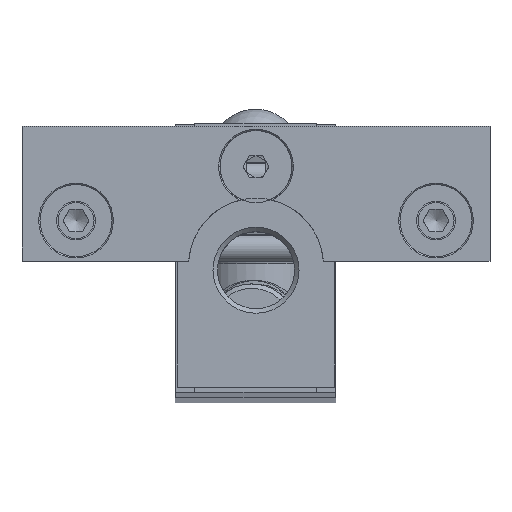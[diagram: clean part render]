
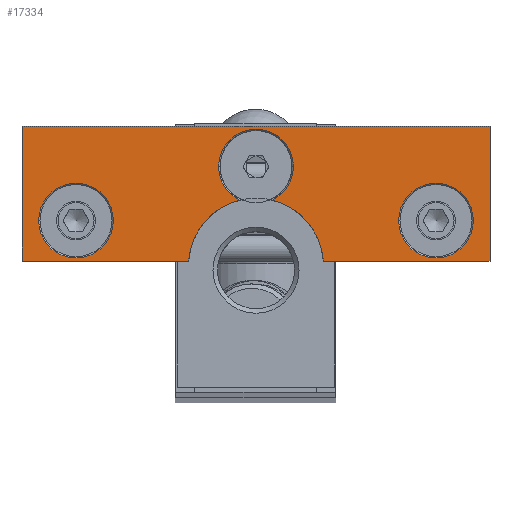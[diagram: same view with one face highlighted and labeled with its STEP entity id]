
A CAD part, top view. The second image highlights one B-rep face of the part: STEP entity #17334.
In plain terms, the highlighted planar face has unit normal (0, 0, 1).
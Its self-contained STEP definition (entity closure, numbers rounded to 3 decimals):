
#511=FACE_BOUND('',#4232,.T.);
#512=FACE_BOUND('',#4233,.T.);
#839=PLANE('',#19044);
#1341=LINE('',#29565,#2106);
#1342=LINE('',#29567,#2107);
#1343=LINE('',#29569,#2108);
#1344=LINE('',#29571,#2109);
#1345=LINE('',#29572,#2110);
#2106=VECTOR('',#22854,10.);
#2107=VECTOR('',#22855,10.);
#2108=VECTOR('',#22856,10.);
#2109=VECTOR('',#22857,10.);
#2110=VECTOR('',#22858,10.);
#3306=FACE_OUTER_BOUND('',#4231,.T.);
#4231=EDGE_LOOP('',(#12928,#12929,#12930,#12931,#12932,#12933,#12934,#12935));
#4232=EDGE_LOOP('',(#12936));
#4233=EDGE_LOOP('',(#12937));
#5594=CIRCLE('',#19011,7.5);
#5596=CIRCLE('',#19013,7.5);
#5610=CIRCLE('',#19043,4.15);
#5611=CIRCLE('',#19045,4.15);
#5612=CIRCLE('',#19046,4.15);
#7264=VERTEX_POINT('',#29430);
#7265=VERTEX_POINT('',#29435);
#7268=VERTEX_POINT('',#29441);
#7269=VERTEX_POINT('',#29443);
#7305=VERTEX_POINT('',#29559);
#7306=VERTEX_POINT('',#29564);
#7307=VERTEX_POINT('',#29566);
#7308=VERTEX_POINT('',#29568);
#7309=VERTEX_POINT('',#29570);
#7310=VERTEX_POINT('',#29573);
#9413=EDGE_CURVE('',#7265,#7264,#5594,.T.);
#9417=EDGE_CURVE('',#7269,#7268,#5596,.T.);
#9464=EDGE_CURVE('',#7305,#7305,#5610,.T.);
#9466=EDGE_CURVE('',#7269,#7264,#5611,.T.);
#9467=EDGE_CURVE('',#7268,#7306,#1341,.T.);
#9468=EDGE_CURVE('',#7306,#7307,#1342,.T.);
#9469=EDGE_CURVE('',#7307,#7308,#1343,.T.);
#9470=EDGE_CURVE('',#7308,#7309,#1344,.T.);
#9471=EDGE_CURVE('',#7309,#7265,#1345,.T.);
#9472=EDGE_CURVE('',#7310,#7310,#5612,.T.);
#12928=ORIENTED_EDGE('',*,*,#9466,.F.);
#12929=ORIENTED_EDGE('',*,*,#9417,.T.);
#12930=ORIENTED_EDGE('',*,*,#9467,.T.);
#12931=ORIENTED_EDGE('',*,*,#9468,.T.);
#12932=ORIENTED_EDGE('',*,*,#9469,.T.);
#12933=ORIENTED_EDGE('',*,*,#9470,.T.);
#12934=ORIENTED_EDGE('',*,*,#9471,.T.);
#12935=ORIENTED_EDGE('',*,*,#9413,.T.);
#12936=ORIENTED_EDGE('',*,*,#9472,.F.);
#12937=ORIENTED_EDGE('',*,*,#9464,.F.);
#17334=ADVANCED_FACE('',(#3306,#511,#512),#839,.T.);
#19011=AXIS2_PLACEMENT_3D('',#29436,#22756,#22757);
#19013=AXIS2_PLACEMENT_3D('',#29444,#22762,#22763);
#19043=AXIS2_PLACEMENT_3D('',#29560,#22847,#22848);
#19044=AXIS2_PLACEMENT_3D('',#29562,#22850,#22851);
#19045=AXIS2_PLACEMENT_3D('',#29563,#22852,#22853);
#19046=AXIS2_PLACEMENT_3D('',#29574,#22859,#22860);
#22756=DIRECTION('center_axis',(0.,0.,
-1.));
#22757=DIRECTION('ref_axis',(0.998,0.067,0.));
#22762=DIRECTION('center_axis',(0.,0.,
-1.));
#22763=DIRECTION('ref_axis',(0.998,0.067,0.));
#22847=DIRECTION('center_axis',(0.,0.,
1.));
#22848=DIRECTION('ref_axis',(-1.,0.,0.));
#22850=DIRECTION('center_axis',(0.,0.,
1.));
#22851=DIRECTION('ref_axis',(1.,0.,0.));
#22852=DIRECTION('center_axis',(0.,0.,
1.));
#22853=DIRECTION('ref_axis',(-1.,0.,0.));
#22854=DIRECTION('',(1.,0.,0.));
#22855=DIRECTION('',(0.,1.,0.));
#22856=DIRECTION('',(-1.,0.,0.));
#22857=DIRECTION('',(0.,-1.,0.));
#22858=DIRECTION('',(1.,0.,0.));
#22859=DIRECTION('center_axis',(0.,0.,
1.));
#22860=DIRECTION('ref_axis',(-1.,0.,0.));
#29430=CARTESIAN_POINT('',(-1.777,6.374,200.));
#29435=CARTESIAN_POINT('',(-7.433,-0.4,200.));
#29436=CARTESIAN_POINT('Origin',(0.05,-0.9,
200.));
#29441=CARTESIAN_POINT('',(7.533,-0.4,200.));
#29443=CARTESIAN_POINT('',(1.877,6.374,200.));
#29444=CARTESIAN_POINT('Origin',(0.05,-0.9,
200.));
#29559=CARTESIAN_POINT('',(24.2,4.1,200.));
#29560=CARTESIAN_POINT('Origin',(20.05,4.1,200.));
#29562=CARTESIAN_POINT('Origin',(0.05,7.549,200.));
#29563=CARTESIAN_POINT('Origin',(0.05,10.1,200.));
#29564=CARTESIAN_POINT('',(26.05,-0.4,200.));
#29565=CARTESIAN_POINT('',(26.05,-0.4,200.));
#29566=CARTESIAN_POINT('',(26.05,14.6,200.));
#29567=CARTESIAN_POINT('',(26.05,14.6,200.));
#29568=CARTESIAN_POINT('',(-25.95,14.6,200.));
#29569=CARTESIAN_POINT('',(-25.95,14.6,200.));
#29570=CARTESIAN_POINT('',(-25.95,-0.4,200.));
#29571=CARTESIAN_POINT('',(-25.95,-0.4,200.));
#29572=CARTESIAN_POINT('',(-7.433,-0.4,200.));
#29573=CARTESIAN_POINT('',(-15.8,4.1,200.));
#29574=CARTESIAN_POINT('Origin',(-19.95,4.1,200.));
